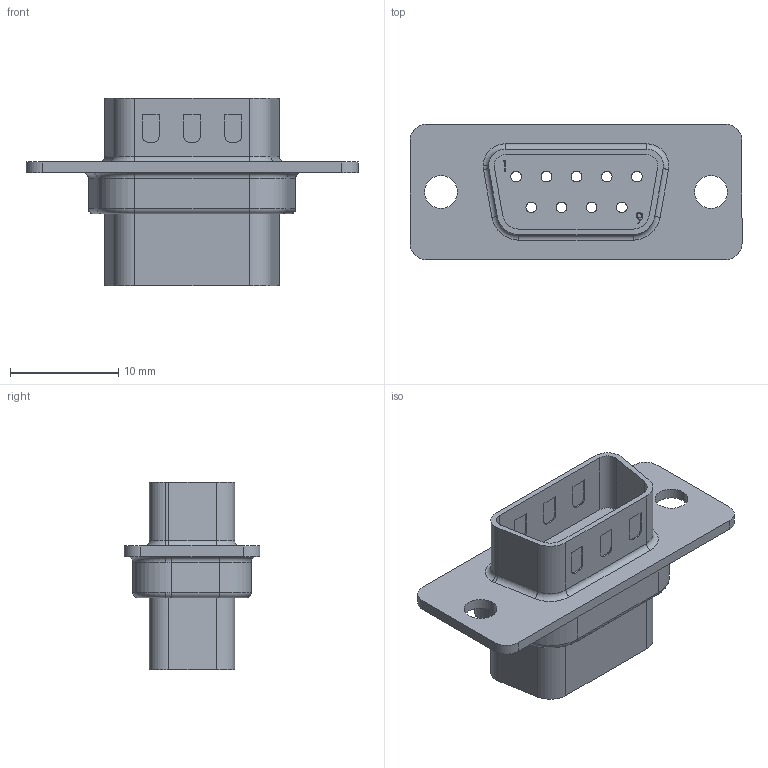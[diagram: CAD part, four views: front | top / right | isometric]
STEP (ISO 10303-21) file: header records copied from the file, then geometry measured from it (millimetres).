
FILE_DESCRIPTION (( 'STEP AP214' ), '1' );
FILE_NAME ('FMCN45976_3D.step', '2023-10-04T16:34:04', ( '' ), ( '' ), 'SwSTEP 2.0', 'SolidWorks 2022', '' );
FILE_SCHEMA (( 'AUTOMOTIVE_DESIGN' ));
Length unit declared in the file: inch
Products named in the file (1): FMCN45976_3D
Bounding box: 30.73 x 12.55 x 17.35 mm (x, y, z)
Volume: 1907 mm3; surface area: 2187.7 mm2
Topology: 1 solids, 1 shells, 240 faces, 597 edges, 387 vertices
Faces by surface type: plane 107, cylinder 104, torus 20, bspline 9
Entity records: 8747 total; most frequent: CARTESIAN_POINT 1778, DIRECTION 1278, ORIENTED_EDGE 1194, EDGE_CURVE 597, AXIS2_PLACEMENT_3D 467, VERTEX_POINT 387, LINE 344, VECTOR 344
